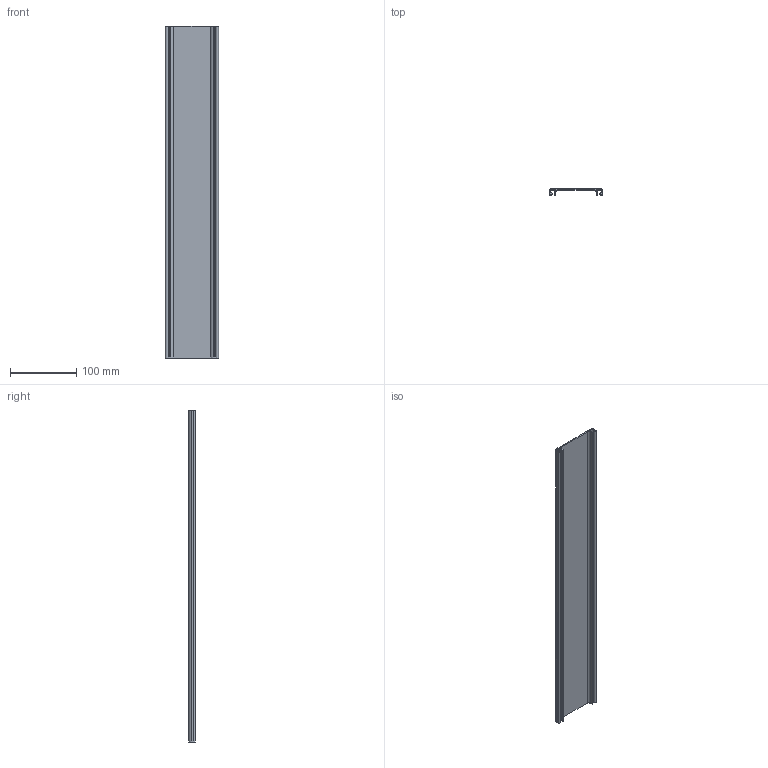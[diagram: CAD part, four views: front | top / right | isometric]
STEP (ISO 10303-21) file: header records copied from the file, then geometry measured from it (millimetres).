
FILE_DESCRIPTION (( 'STEP AP214' ), '1' );
FILE_NAME ('CONDUIT LID 80.STEP', '2013-05-06T06:18:37', ( '' ), ( '' ), 'SwSTEP 2.0', 'SolidWorks 2011', '' );
FILE_SCHEMA (( 'AUTOMOTIVE_DESIGN' ));
Length unit declared in the file: millimetre
Products named in the file (1): M2-2718 KK80D
Bounding box: 80 x 9.51 x 500 mm (x, y, z)
Surface area: 118818.2 mm2 (no closed solid volume)
Topology: 0 solids, 2 shells, 109 faces, 430 edges, 324 vertices
Faces by surface type: cylinder 72, plane 37
Entity records: 5064 total; most frequent: CARTESIAN_POINT 1445, ORIENTED_EDGE 748, DIRECTION 733, EDGE_CURVE 430, VERTEX_POINT 324, AXIS2_PLACEMENT_3D 254, LINE 225, VECTOR 225
